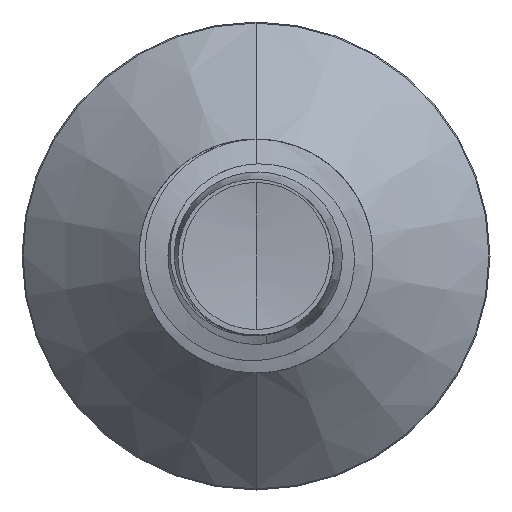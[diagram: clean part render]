
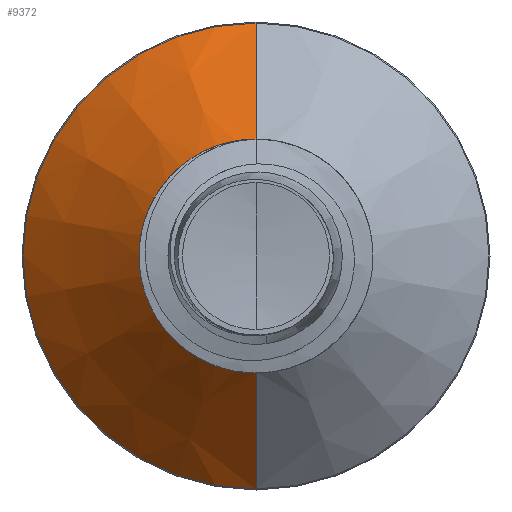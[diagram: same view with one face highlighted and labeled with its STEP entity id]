
A CAD part, front view. The second image highlights one B-rep face of the part: STEP entity #9372.
In plain terms, the highlighted conical face has half-angle 45 degrees and reference radius 0.996 mm.
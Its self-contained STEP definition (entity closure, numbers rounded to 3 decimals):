
#415 = VERTEX_POINT ( 'NONE', #13708 ) ;
#560 = DIRECTION ( 'NONE',  ( 0., 0., 1. ) ) ;
#1676 = CARTESIAN_POINT ( 'NONE',  ( 0., 6.146, -0.996 ) ) ;
#2069 = CIRCLE ( 'NONE', #15770, 0.996 ) ;
#2357 = VECTOR ( 'NONE', #18891, 1000. ) ;
#2533 = DIRECTION ( 'NONE',  ( 0., 1., 0. ) ) ;
#3513 = AXIS2_PLACEMENT_3D ( 'NONE', #11791, #19600, #560 ) ;
#3968 = VERTEX_POINT ( 'NONE', #19903 ) ;
#4747 = EDGE_LOOP ( 'NONE', ( #8950, #8685, #6978, #10638 ) ) ;
#5627 = CARTESIAN_POINT ( 'NONE',  ( 0., 7.141, 0. ) ) ;
#6827 = VERTEX_POINT ( 'NONE', #8747 ) ;
#6978 = ORIENTED_EDGE ( 'NONE', *, *, #10495, .T. ) ;
#7236 = DIRECTION ( 'NONE',  ( 0., 0., 1. ) ) ;
#7890 = CARTESIAN_POINT ( 'NONE',  ( 0., 6.146, 0.996 ) ) ;
#8613 = CONICAL_SURFACE ( 'NONE', #3513, 0.996, 0.785 ) ;
#8685 = ORIENTED_EDGE ( 'NONE', *, *, #16289, .T. ) ;
#8747 = CARTESIAN_POINT ( 'NONE',  ( 0., 6.146, 0.996 ) ) ;
#8950 = ORIENTED_EDGE ( 'NONE', *, *, #18267, .F. ) ;
#9128 = FACE_OUTER_BOUND ( 'NONE', #4747, .T. ) ;
#9331 = CARTESIAN_POINT ( 'NONE',  ( 0., 7.141, -1.991 ) ) ;
#9372 = ADVANCED_FACE ( 'NONE', ( #9128 ), #8613, .T. ) ;
#9677 = EDGE_CURVE ( 'NONE', #15380, #3968, #14359, .T. ) ;
#10310 = LINE ( 'NONE', #1676, #18650 ) ;
#10495 = EDGE_CURVE ( 'NONE', #6827, #3968, #11382, .T. ) ;
#10638 = ORIENTED_EDGE ( 'NONE', *, *, #9677, .F. ) ;
#11010 = AXIS2_PLACEMENT_3D ( 'NONE', #5627, #16701, #7236 ) ;
#11382 = LINE ( 'NONE', #7890, #2357 ) ;
#11791 = CARTESIAN_POINT ( 'NONE',  ( 0., 6.146, 0. ) ) ;
#12112 = CARTESIAN_POINT ( 'NONE',  ( 0., 6.146, 0. ) ) ;
#13697 = DIRECTION ( 'NONE',  ( 0., 0., 1. ) ) ;
#13708 = CARTESIAN_POINT ( 'NONE',  ( 0., 6.146, -0.996 ) ) ;
#14359 = CIRCLE ( 'NONE', #11010, 1.991 ) ;
#14459 = DIRECTION ( 'NONE',  ( 0., 0.707, -0.707 ) ) ;
#15380 = VERTEX_POINT ( 'NONE', #9331 ) ;
#15770 = AXIS2_PLACEMENT_3D ( 'NONE', #12112, #2533, #13697 ) ;
#16289 = EDGE_CURVE ( 'NONE', #415, #6827, #2069, .T. ) ;
#16701 = DIRECTION ( 'NONE',  ( 0., 1., 0. ) ) ;
#18267 = EDGE_CURVE ( 'NONE', #415, #15380, #10310, .T. ) ;
#18650 = VECTOR ( 'NONE', #14459, 1000. ) ;
#18891 = DIRECTION ( 'NONE',  ( 0., 0.707, 0.707 ) ) ;
#19600 = DIRECTION ( 'NONE',  ( 0., 1., 0. ) ) ;
#19903 = CARTESIAN_POINT ( 'NONE',  ( 0., 7.141, 1.991 ) ) ;
